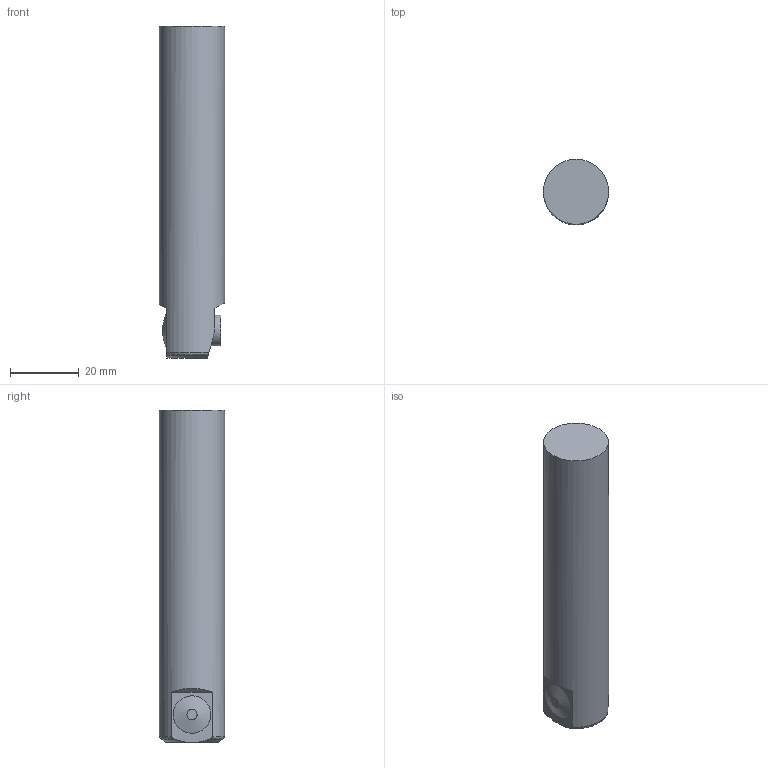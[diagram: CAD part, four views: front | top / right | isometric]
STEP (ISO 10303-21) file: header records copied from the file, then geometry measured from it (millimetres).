
FILE_DESCRIPTION((''),'1');
FILE_NAME('CK1-EWN20DP-100.stp','2020-10-29T05:28:33',(''),(''),'Spatial Interop R21 SP3','Kubotek KeyCreator 2011 V10.0.2 (22737)',' ');
FILE_SCHEMA(('automotive_design'));
Length unit declared in the file: millimetre
Products named in the file (1): 240[2]
Bounding box: 19 x 19 x 96.7 mm (x, y, z)
Volume: 26730.6 mm3; surface area: 6304.6 mm2
Topology: 1 solids, 1 shells, 22 faces, 65 edges, 46 vertices
Faces by surface type: plane 14, cylinder 3, cone 3, torus 2
Full cylindrical faces by diameter (mm): 9 x1, 10.9 x1, 19 x1
Entity records: 1339 total; most frequent: CARTESIAN_POINT 219, ORIENTED_EDGE 120, PRESENTATION_STYLE_ASSIGNMENT 106, COLOUR_RGB 106, DIRECTION 96, STYLED_ITEM 83, CURVE_STYLE 83, DRAUGHTING_PRE_DEFINED_CURVE_FONT 83
